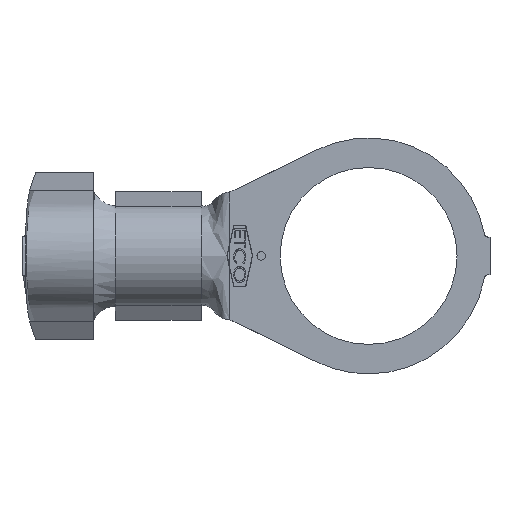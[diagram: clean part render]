
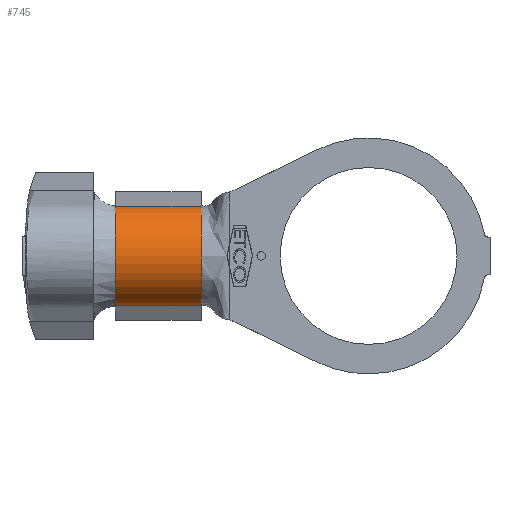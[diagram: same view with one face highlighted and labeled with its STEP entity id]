
A CAD part, front view. The second image highlights one B-rep face of the part: STEP entity #745.
In plain terms, the highlighted cylindrical face has radius 3.785 mm (diameter 7.569 mm), a partial arc.
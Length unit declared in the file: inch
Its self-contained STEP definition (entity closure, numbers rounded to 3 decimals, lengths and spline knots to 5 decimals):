
#745 = ADVANCED_FACE ( 'NONE', ( #3309 ), #3147, .T. ) ;
#801 = DIRECTION ( 'NONE',  ( 1., 0., 0. ) ) ;
#810 = EDGE_CURVE ( 'NONE', #1523, #7090, #6143, .T. ) ;
#970 = CIRCLE ( 'NONE', #5778, 0.149 ) ;
#977 = CIRCLE ( 'NONE', #7566, 0.149 ) ;
#984 = DIRECTION ( 'NONE',  ( 1., 0., 0. ) ) ;
#1101 = VECTOR ( 'NONE', #6827, 39.37008 ) ;
#1365 = CARTESIAN_POINT ( 'NONE',  ( -0.737, 0.11224, -0.14439 ) ) ;
#1424 = CARTESIAN_POINT ( 'NONE',  ( -0.487, 0.149, 0. ) ) ;
#1430 = CARTESIAN_POINT ( 'NONE',  ( -0.487, 0.11224, -0.14439 ) ) ;
#1523 = VERTEX_POINT ( 'NONE', #1365 ) ;
#1531 = CARTESIAN_POINT ( 'NONE',  ( -0.487, 0.11224, 0.14439 ) ) ;
#1663 = VECTOR ( 'NONE', #984, 39.37008 ) ;
#1838 = EDGE_CURVE ( 'NONE', #2689, #4736, #4914, .T. ) ;
#1972 = CARTESIAN_POINT ( 'NONE',  ( -0.737, 0.149, 0. ) ) ;
#2025 = CARTESIAN_POINT ( 'NONE',  ( -0.737, 0.11224, -0.14439 ) ) ;
#2052 = DIRECTION ( 'NONE',  ( 0., 0., -1. ) ) ;
#2148 = CARTESIAN_POINT ( 'NONE',  ( -0.737, 0.11224, 0.14439 ) ) ;
#2604 = DIRECTION ( 'NONE',  ( 1., 0., 0. ) ) ;
#2689 = VERTEX_POINT ( 'NONE', #2148 ) ;
#3147 = CYLINDRICAL_SURFACE ( 'NONE', #3794, 0.149 ) ;
#3309 = FACE_OUTER_BOUND ( 'NONE', #5437, .T. ) ;
#3683 = ORIENTED_EDGE ( 'NONE', *, *, #4669, .F. ) ;
#3794 = AXIS2_PLACEMENT_3D ( 'NONE', #1972, #2604, #5593 ) ;
#4141 = ORIENTED_EDGE ( 'NONE', *, *, #1838, .F. ) ;
#4341 = ORIENTED_EDGE ( 'NONE', *, *, #5326, .T. ) ;
#4490 = CARTESIAN_POINT ( 'NONE',  ( -0.737, 0.149, 0. ) ) ;
#4669 = EDGE_CURVE ( 'NONE', #4736, #7090, #977, .T. ) ;
#4736 = VERTEX_POINT ( 'NONE', #1531 ) ;
#4898 = ORIENTED_EDGE ( 'NONE', *, *, #810, .T. ) ;
#4914 = LINE ( 'NONE', #5856, #1663 ) ;
#5095 = DIRECTION ( 'NONE',  ( 0., 0., -1. ) ) ;
#5326 = EDGE_CURVE ( 'NONE', #2689, #1523, #970, .T. ) ;
#5437 = EDGE_LOOP ( 'NONE', ( #3683, #4141, #4341, #4898 ) ) ;
#5593 = DIRECTION ( 'NONE',  ( 0., 0., -1. ) ) ;
#5667 = DIRECTION ( 'NONE',  ( 1., 0., 0. ) ) ;
#5778 = AXIS2_PLACEMENT_3D ( 'NONE', #4490, #801, #5095 ) ;
#5856 = CARTESIAN_POINT ( 'NONE',  ( -0.737, 0.11224, 0.14439 ) ) ;
#6143 = LINE ( 'NONE', #2025, #1101 ) ;
#6827 = DIRECTION ( 'NONE',  ( 1., 0., 0. ) ) ;
#7090 = VERTEX_POINT ( 'NONE', #1430 ) ;
#7566 = AXIS2_PLACEMENT_3D ( 'NONE', #1424, #5667, #2052 ) ;
